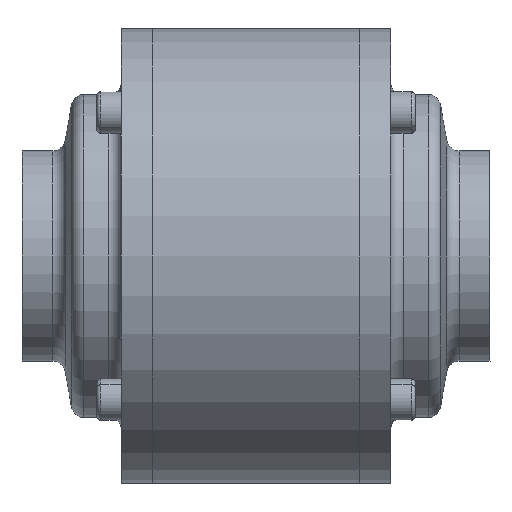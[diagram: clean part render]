
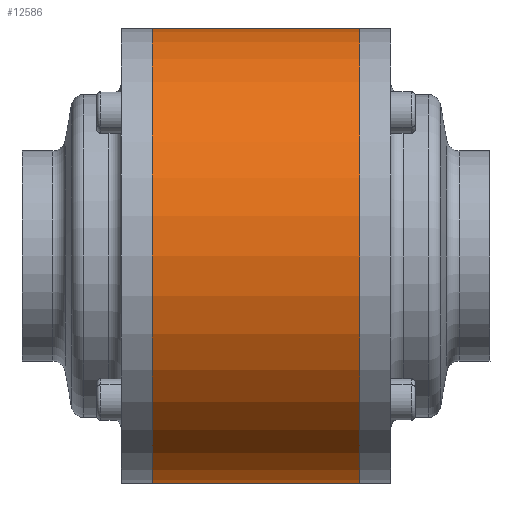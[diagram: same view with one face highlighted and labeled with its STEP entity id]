
A CAD part, front view. The second image highlights one B-rep face of the part: STEP entity #12586.
In plain terms, the highlighted cylindrical face has radius 55 mm (diameter 110 mm), a partial arc.
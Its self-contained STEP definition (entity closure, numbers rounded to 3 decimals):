
#577 = DIRECTION ( 'NONE',  ( 0., 0., -1. ) ) ;
#595 = DIRECTION ( 'NONE',  ( 1., 0., 0. ) ) ;
#597 = CARTESIAN_POINT ( 'NONE',  ( 25., 0., 0. ) ) ;
#2119 = EDGE_CURVE ( 'NONE', #11548, #11331, #9207, .T. ) ;
#2403 = CARTESIAN_POINT ( 'NONE',  ( 25., 0., 55. ) ) ;
#2943 = DIRECTION ( 'NONE',  ( 0., 0., 1. ) ) ;
#2949 = DIRECTION ( 'NONE',  ( -1., 0., 0. ) ) ;
#2961 = CARTESIAN_POINT ( 'NONE',  ( -25., 0., 0. ) ) ;
#4039 = CIRCLE ( 'NONE', #12193, 55. ) ;
#4463 = AXIS2_PLACEMENT_3D ( 'NONE', #9456, #9430, #9727 ) ;
#4901 = EDGE_LOOP ( 'NONE', ( #7016, #7107, #7268, #7352 ) ) ;
#5140 = CARTESIAN_POINT ( 'NONE',  ( -25., 0., 55. ) ) ;
#5337 = CYLINDRICAL_SURFACE ( 'NONE', #4463, 55. ) ;
#5355 = FACE_OUTER_BOUND ( 'NONE', #4901, .T. ) ;
#7016 = ORIENTED_EDGE ( 'NONE', *, *, #15840, .F. ) ;
#7107 = ORIENTED_EDGE ( 'NONE', *, *, #2119, .F. ) ;
#7160 = CARTESIAN_POINT ( 'NONE',  ( 25., 0., -55. ) ) ;
#7268 = ORIENTED_EDGE ( 'NONE', *, *, #9062, .T. ) ;
#7352 = ORIENTED_EDGE ( 'NONE', *, *, #13129, .F. ) ;
#7712 = VERTEX_POINT ( 'NONE', #5140 ) ;
#7815 = VERTEX_POINT ( 'NONE', #9638 ) ;
#9062 = EDGE_CURVE ( 'NONE', #11548, #7712, #12550, .T. ) ;
#9207 = CIRCLE ( 'NONE', #15821, 55. ) ;
#9430 = DIRECTION ( 'NONE',  ( -1., 0., 0. ) ) ;
#9456 = CARTESIAN_POINT ( 'NONE',  ( -29.32, 0., 0. ) ) ;
#9638 = CARTESIAN_POINT ( 'NONE',  ( -25., 0., -55. ) ) ;
#9727 = DIRECTION ( 'NONE',  ( 0., 0., 1. ) ) ;
#11331 = VERTEX_POINT ( 'NONE', #7160 ) ;
#11548 = VERTEX_POINT ( 'NONE', #2403 ) ;
#11709 = CARTESIAN_POINT ( 'NONE',  ( -29.32, 0., -55. ) ) ;
#12193 = AXIS2_PLACEMENT_3D ( 'NONE', #2961, #2949, #2943 ) ;
#12482 = VECTOR ( 'NONE', #15128, 1000. ) ;
#12550 = LINE ( 'NONE', #15284, #12482 ) ;
#12586 = ADVANCED_FACE ( 'NONE', ( #5355 ), #5337, .T. ) ;
#12954 = DIRECTION ( 'NONE',  ( -1., 0., 0. ) ) ;
#13129 = EDGE_CURVE ( 'NONE', #7815, #7712, #4039, .T. ) ;
#15128 = DIRECTION ( 'NONE',  ( -1., 0., 0. ) ) ;
#15171 = VECTOR ( 'NONE', #12954, 1000. ) ;
#15191 = LINE ( 'NONE', #11709, #15171 ) ;
#15284 = CARTESIAN_POINT ( 'NONE',  ( -29.32, 0., 55. ) ) ;
#15821 = AXIS2_PLACEMENT_3D ( 'NONE', #597, #595, #577 ) ;
#15840 = EDGE_CURVE ( 'NONE', #11331, #7815, #15191, .T. ) ;
